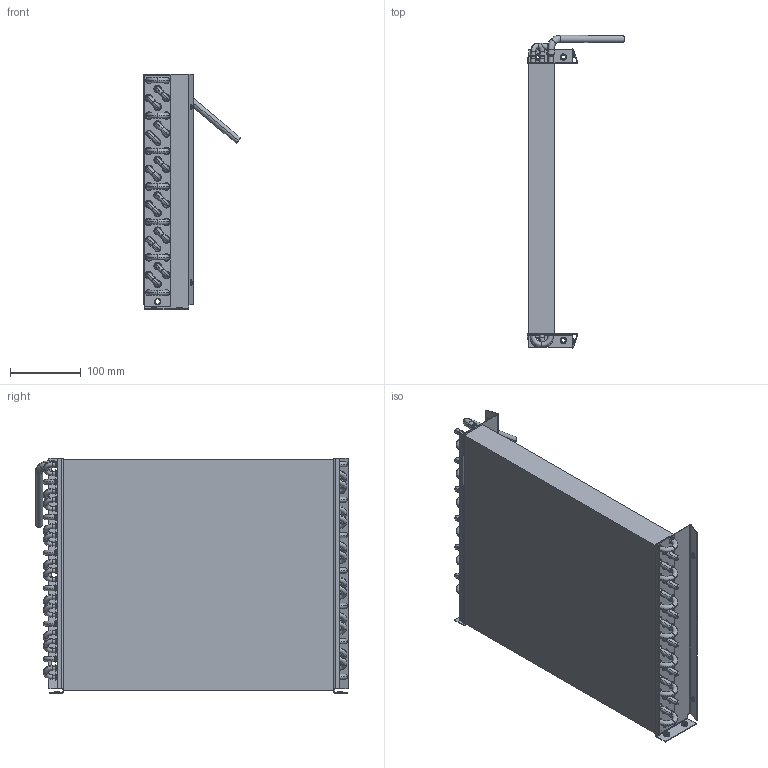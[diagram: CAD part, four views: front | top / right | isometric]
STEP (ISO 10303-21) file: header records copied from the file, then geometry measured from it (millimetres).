
FILE_DESCRIPTION((''),'2;1');
FILE_NAME('1330382A50_ASM','2019-12-19T',('U371994'),('DANFOSS COMMERCIAL COMPRESSOR'),'CREO PARAMETRIC BY PTC INC, 2015480','CREO PARAMETRIC BY PTC INC, 2015480','');
FILE_SCHEMA(('CONFIG_CONTROL_DESIGN'));
Length unit declared in the file: millimetre
Products named in the file (9): RN5011706; RN5011707; R59600431; RN5011701; R57600431; 2907042521; 2907041821; RN5011704; 1330382A50_ASM
Assembly tree (42 placements, depth 2):
  1330382A50_ASM
    RN5011706
    RN5011707
    R59600431  x7
    RN5011701
    R57600431  x12
    2907042521  x6
    2907041821  x13
    RN5011704
Bounding box: 137.46 x 441.58 x 332 mm (x, y, z)
Volume: 4091265.6 mm3; surface area: 1525504.2 mm2
Topology: 42 solids, 42 shells, 1953 faces, 4243 edges, 2445 vertices
Faces by surface type: torus 880, cylinder 710, plane 207, cone 156
Entity records: 35437 total; most frequent: DIRECTION 7396, CARTESIAN_POINT 5632, ORIENTED_EDGE 5494, AXIS2_PLACEMENT_3D 3393, EDGE_CURVE 2747, CIRCLE 2137, VERTEX_POINT 1629, EDGE_LOOP 1532
